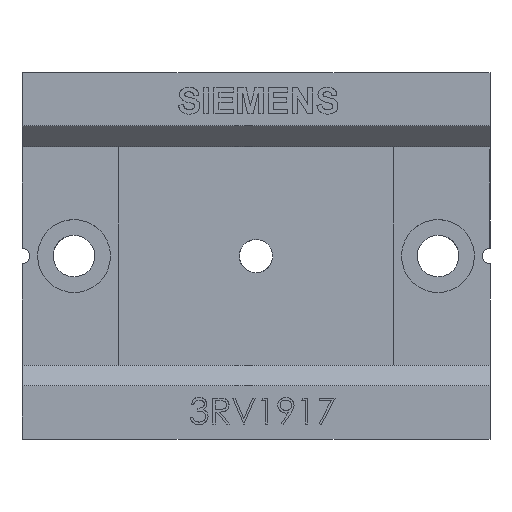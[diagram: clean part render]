
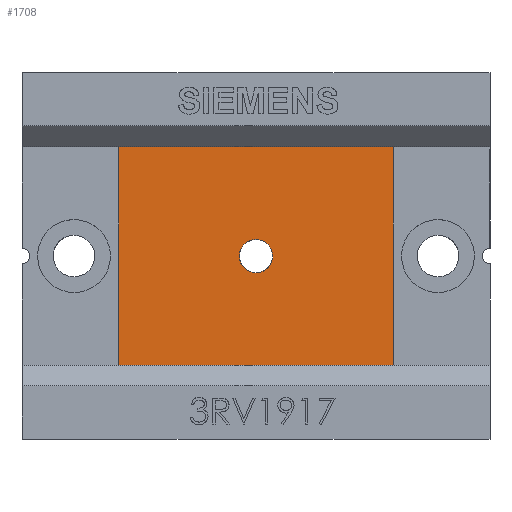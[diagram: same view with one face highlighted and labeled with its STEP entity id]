
A CAD part, top view. The second image highlights one B-rep face of the part: STEP entity #1708.
In plain terms, the highlighted planar face has unit normal (0, 0, 1).
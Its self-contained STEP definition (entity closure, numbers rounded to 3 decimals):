
#1232=FACE_BOUND('',#2421,.T.);
#1233=FACE_BOUND('',#2422,.T.);
#1263=(
BOUNDED_CURVE()
B_SPLINE_CURVE(2,(#9209,#9210,#9211,#9212,#9213),.UNSPECIFIED.,.F.,.F.)
B_SPLINE_CURVE_WITH_KNOTS((3,2,3),(0.,0.667,1.),
 .UNSPECIFIED.)
CURVE()
GEOMETRIC_REPRESENTATION_ITEM()
RATIONAL_B_SPLINE_CURVE((1.,0.5,1.,0.75,0.75))
REPRESENTATION_ITEM('')
);
#1265=(
BOUNDED_CURVE()
B_SPLINE_CURVE(2,(#9224,#9225,#9226,#9227,#9228),.UNSPECIFIED.,.F.,.F.)
B_SPLINE_CURVE_WITH_KNOTS((3,2,3),(0.,0.333,1.),
 .UNSPECIFIED.)
CURVE()
GEOMETRIC_REPRESENTATION_ITEM()
RATIONAL_B_SPLINE_CURVE((0.75,0.75,1.,0.5,1.))
REPRESENTATION_ITEM('')
);
#1708=ADVANCED_FACE('NONE',(#1232,#1233),#1927,.T.);
#1927=PLANE('',#6419);
#2421=EDGE_LOOP('',(#3360,#3361));
#2422=EDGE_LOOP('',(#3362,#3363,#3364,#3365));
#3360=ORIENTED_EDGE('',*,*,#4812,.T.);
#3361=ORIENTED_EDGE('',*,*,#4815,.T.);
#3362=ORIENTED_EDGE('',*,*,#4933,.T.);
#3363=ORIENTED_EDGE('',*,*,#4934,.F.);
#3364=ORIENTED_EDGE('',*,*,#4935,.F.);
#3365=ORIENTED_EDGE('',*,*,#4921,.T.);
#4229=VERTEX_POINT('',#9207);
#4231=VERTEX_POINT('',#9214);
#4301=VERTEX_POINT('',#9529);
#4302=VERTEX_POINT('',#9531);
#4310=VERTEX_POINT('',#9554);
#4311=VERTEX_POINT('',#9556);
#4812=EDGE_CURVE('NONE',#4231,#4229,#1263,.T.);
#4815=EDGE_CURVE('NONE',#4229,#4231,#1265,.T.);
#4921=EDGE_CURVE('NONE',#4302,#4301,#5518,.T.);
#4933=EDGE_CURVE('NONE',#4301,#4310,#5530,.T.);
#4934=EDGE_CURVE('NONE',#4311,#4310,#5531,.T.);
#4935=EDGE_CURVE('NONE',#4302,#4311,#5532,.T.);
#5518=LINE('',#9530,#6045);
#5530=LINE('',#9553,#6057);
#5531=LINE('',#9555,#6058);
#5532=LINE('',#9557,#6059);
#6045=VECTOR('',#7130,1.);
#6057=VECTOR('',#7148,1.);
#6058=VECTOR('',#7149,1.);
#6059=VECTOR('',#7150,1.);
#6419=AXIS2_PLACEMENT_3D('',#9558,#7151,#7152);
#7130=DIRECTION('',(-1.,0.,0.));
#7148=DIRECTION('',(0.,-1.,0.));
#7149=DIRECTION('',(-1.,0.,0.));
#7150=DIRECTION('',(0.,-1.,0.));
#7151=DIRECTION('',(0.,0.,1.));
#7152=DIRECTION('',(0.,-1.,0.));
#9207=CARTESIAN_POINT('',(22.5,19.2,8.5));
#9209=CARTESIAN_POINT('',(22.5,16.,8.5));
#9210=CARTESIAN_POINT('',(19.729,16.,8.5));
#9211=CARTESIAN_POINT('',(21.114,18.4,8.5));
#9212=CARTESIAN_POINT('',(21.576,19.2,8.5));
#9213=CARTESIAN_POINT('',(22.5,19.2,8.5));
#9214=CARTESIAN_POINT('',(22.5,16.,8.5));
#9224=CARTESIAN_POINT('',(22.5,19.2,8.5));
#9225=CARTESIAN_POINT('',(23.424,19.2,8.5));
#9226=CARTESIAN_POINT('',(23.886,18.4,8.5));
#9227=CARTESIAN_POINT('',(25.271,16.,8.5));
#9228=CARTESIAN_POINT('',(22.5,16.,8.5));
#9529=CARTESIAN_POINT('',(9.3,28.1,8.5));
#9530=CARTESIAN_POINT('',(45.,28.1,8.5));
#9531=CARTESIAN_POINT('',(35.7,28.1,8.5));
#9553=CARTESIAN_POINT('',(9.3,27.1,8.5));
#9554=CARTESIAN_POINT('',(9.3,7.1,8.5));
#9555=CARTESIAN_POINT('',(9.3,7.1,8.5));
#9556=CARTESIAN_POINT('',(35.7,7.1,8.5));
#9557=CARTESIAN_POINT('',(35.7,7.1,8.5));
#9558=CARTESIAN_POINT('',(9.3,27.1,8.5));
